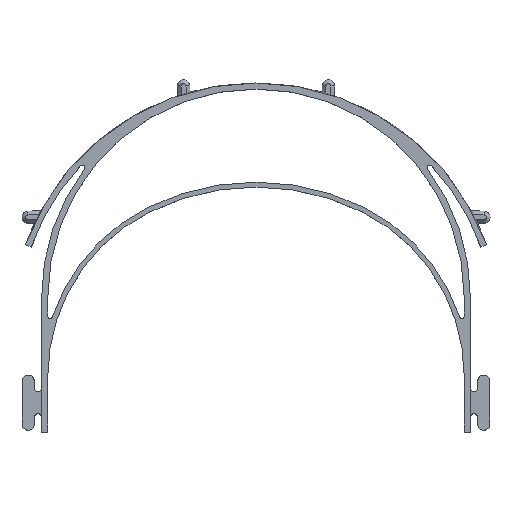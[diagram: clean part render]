
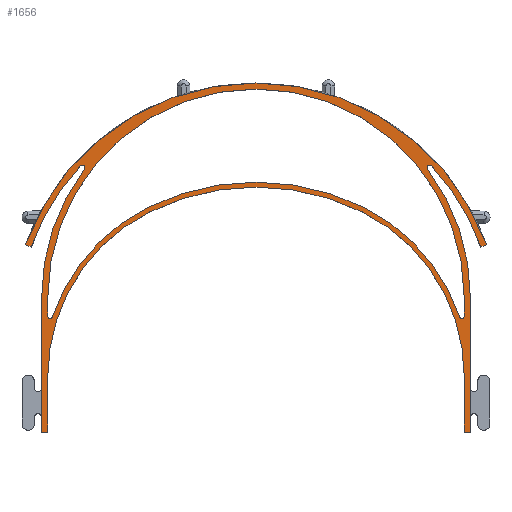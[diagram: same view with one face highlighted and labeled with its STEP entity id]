
A CAD part, top view. The second image highlights one B-rep face of the part: STEP entity #1656.
In plain terms, the highlighted planar face has unit normal (0, 0, 1).
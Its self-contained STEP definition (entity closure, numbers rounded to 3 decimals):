
#30=FACE_BOUND('',#274,.T.);
#180=FACE_OUTER_BOUND('',#273,.T.);
#273=EDGE_LOOP('',(#1487,#1488,#1489,#1490,#1491,#1492,#1493,#1494,#1495,
#1496,#1497,#1498,#1499,#1500,#1501,#1502,#1503,#1504));
#274=EDGE_LOOP('',(#1505,#1506,#1507,#1508,#1509,#1510,#1511,#1512));
#307=CIRCLE('',#1732,1.);
#308=CIRCLE('',#1734,97.5);
#309=CIRCLE('',#1737,100.);
#314=CIRCLE('',#1760,97.5);
#315=CIRCLE('',#1762,1.);
#316=CIRCLE('',#1764,87.5);
#317=CIRCLE('',#1767,1.);
#330=CIRCLE('',#1833,87.5);
#331=CIRCLE('',#1836,77.);
#332=CIRCLE('',#1838,99.5);
#333=CIRCLE('',#1840,77.);
#334=CIRCLE('',#1844,75.);
#335=CIRCLE('',#1846,97.5);
#336=CIRCLE('',#1848,75.);
#337=CIRCLE('',#1852,1.);
#338=CIRCLE('',#1855,85.);
#388=LINE('',#2580,#534);
#399=LINE('',#2640,#545);
#404=LINE('',#2657,#550);
#465=LINE('',#2818,#611);
#470=LINE('',#2834,#616);
#472=LINE('',#2838,#618);
#477=LINE('',#2854,#623);
#479=LINE('',#2857,#625);
#481=LINE('',#2864,#627);
#484=LINE('',#2871,#630);
#534=VECTOR('',#2040,10.);
#545=VECTOR('',#2097,10.);
#550=VECTOR('',#2116,10.);
#611=VECTOR('',#2315,10.);
#616=VECTOR('',#2334,10.);
#618=VECTOR('',#2338,10.);
#623=VECTOR('',#2357,10.);
#625=VECTOR('',#2361,10.);
#627=VECTOR('',#2369,10.);
#630=VECTOR('',#2378,10.);
#709=VERTEX_POINT('',#2569);
#710=VERTEX_POINT('',#2570);
#711=VERTEX_POINT('',#2575);
#712=VERTEX_POINT('',#2579);
#713=VERTEX_POINT('',#2583);
#738=VERTEX_POINT('',#2639);
#739=VERTEX_POINT('',#2643);
#740=VERTEX_POINT('',#2647);
#741=VERTEX_POINT('',#2651);
#742=VERTEX_POINT('',#2655);
#743=VERTEX_POINT('',#2656);
#745=VERTEX_POINT('',#2664);
#746=VERTEX_POINT('',#2665);
#774=VERTEX_POINT('',#2817);
#775=VERTEX_POINT('',#2821);
#776=VERTEX_POINT('',#2825);
#777=VERTEX_POINT('',#2829);
#778=VERTEX_POINT('',#2833);
#779=VERTEX_POINT('',#2837);
#780=VERTEX_POINT('',#2841);
#781=VERTEX_POINT('',#2845);
#782=VERTEX_POINT('',#2849);
#783=VERTEX_POINT('',#2853);
#784=VERTEX_POINT('',#2859);
#785=VERTEX_POINT('',#2863);
#786=VERTEX_POINT('',#2867);
#877=EDGE_CURVE('',#709,#710,#307,.T.);
#880=EDGE_CURVE('',#711,#709,#308,.T.);
#882=EDGE_CURVE('',#712,#711,#388,.T.);
#884=EDGE_CURVE('',#713,#712,#309,.T.);
#914=EDGE_CURVE('',#738,#713,#399,.T.);
#916=EDGE_CURVE('',#739,#738,#314,.T.);
#918=EDGE_CURVE('',#740,#739,#315,.T.);
#920=EDGE_CURVE('',#741,#740,#316,.T.);
#922=EDGE_CURVE('',#742,#743,#404,.T.);
#927=EDGE_CURVE('',#745,#746,#317,.T.);
#1000=EDGE_CURVE('',#710,#742,#330,.T.);
#1001=EDGE_CURVE('',#774,#741,#465,.T.);
#1003=EDGE_CURVE('',#746,#775,#331,.T.);
#1005=EDGE_CURVE('',#775,#776,#332,.T.);
#1007=EDGE_CURVE('',#776,#777,#333,.T.);
#1009=EDGE_CURVE('',#743,#778,#470,.T.);
#1011=EDGE_CURVE('',#778,#779,#472,.T.);
#1013=EDGE_CURVE('',#779,#780,#334,.T.);
#1015=EDGE_CURVE('',#780,#781,#335,.T.);
#1017=EDGE_CURVE('',#781,#782,#336,.T.);
#1019=EDGE_CURVE('',#782,#783,#477,.T.);
#1021=EDGE_CURVE('',#783,#774,#479,.T.);
#1022=EDGE_CURVE('',#777,#784,#337,.T.);
#1024=EDGE_CURVE('',#784,#785,#481,.T.);
#1026=EDGE_CURVE('',#785,#786,#338,.T.);
#1028=EDGE_CURVE('',#786,#745,#484,.T.);
#1487=ORIENTED_EDGE('',*,*,#1001,.T.);
#1488=ORIENTED_EDGE('',*,*,#920,.T.);
#1489=ORIENTED_EDGE('',*,*,#918,.T.);
#1490=ORIENTED_EDGE('',*,*,#916,.T.);
#1491=ORIENTED_EDGE('',*,*,#914,.T.);
#1492=ORIENTED_EDGE('',*,*,#884,.T.);
#1493=ORIENTED_EDGE('',*,*,#882,.T.);
#1494=ORIENTED_EDGE('',*,*,#880,.T.);
#1495=ORIENTED_EDGE('',*,*,#877,.T.);
#1496=ORIENTED_EDGE('',*,*,#1000,.T.);
#1497=ORIENTED_EDGE('',*,*,#922,.T.);
#1498=ORIENTED_EDGE('',*,*,#1009,.T.);
#1499=ORIENTED_EDGE('',*,*,#1011,.T.);
#1500=ORIENTED_EDGE('',*,*,#1013,.T.);
#1501=ORIENTED_EDGE('',*,*,#1015,.T.);
#1502=ORIENTED_EDGE('',*,*,#1017,.T.);
#1503=ORIENTED_EDGE('',*,*,#1019,.T.);
#1504=ORIENTED_EDGE('',*,*,#1021,.T.);
#1505=ORIENTED_EDGE('',*,*,#1022,.T.);
#1506=ORIENTED_EDGE('',*,*,#1024,.T.);
#1507=ORIENTED_EDGE('',*,*,#1026,.T.);
#1508=ORIENTED_EDGE('',*,*,#1028,.T.);
#1509=ORIENTED_EDGE('',*,*,#927,.T.);
#1510=ORIENTED_EDGE('',*,*,#1003,.T.);
#1511=ORIENTED_EDGE('',*,*,#1005,.T.);
#1512=ORIENTED_EDGE('',*,*,#1007,.T.);
#1566=PLANE('',#1857);
#1656=ADVANCED_FACE('',(#180,#30),#1566,.T.);
#1732=AXIS2_PLACEMENT_3D('',#2571,#2029,#2030);
#1734=AXIS2_PLACEMENT_3D('',#2576,#2035,#2036);
#1737=AXIS2_PLACEMENT_3D('',#2584,#2044,#2045);
#1760=AXIS2_PLACEMENT_3D('',#2644,#2101,#2102);
#1762=AXIS2_PLACEMENT_3D('',#2648,#2106,#2107);
#1764=AXIS2_PLACEMENT_3D('',#2652,#2111,#2112);
#1767=AXIS2_PLACEMENT_3D('',#2666,#2123,#2124);
#1833=AXIS2_PLACEMENT_3D('',#2815,#2311,#2312);
#1836=AXIS2_PLACEMENT_3D('',#2822,#2319,#2320);
#1838=AXIS2_PLACEMENT_3D('',#2826,#2324,#2325);
#1840=AXIS2_PLACEMENT_3D('',#2830,#2329,#2330);
#1844=AXIS2_PLACEMENT_3D('',#2842,#2342,#2343);
#1846=AXIS2_PLACEMENT_3D('',#2846,#2347,#2348);
#1848=AXIS2_PLACEMENT_3D('',#2850,#2352,#2353);
#1852=AXIS2_PLACEMENT_3D('',#2860,#2364,#2365);
#1855=AXIS2_PLACEMENT_3D('',#2868,#2373,#2374);
#1857=AXIS2_PLACEMENT_3D('',#2872,#2379,#2380);
#2029=DIRECTION('center_axis',(0.,0.,-1.));
#2030=DIRECTION('ref_axis',(0.801,-0.598,0.));
#2035=DIRECTION('center_axis',(0.,0.,-1.));
#2036=DIRECTION('ref_axis',(-0.928,0.373,0.));
#2040=DIRECTION('',(0.941,-0.339,0.));
#2044=DIRECTION('center_axis',(0.,0.,1.));
#2045=DIRECTION('ref_axis',(0.941,0.339,0.));
#2097=DIRECTION('',(0.941,0.339,0.));
#2101=DIRECTION('center_axis',(0.,0.,-1.));
#2102=DIRECTION('ref_axis',(0.928,0.373,0.));
#2106=DIRECTION('center_axis',(0.,0.,-1.));
#2107=DIRECTION('ref_axis',(0.735,0.678,0.));
#2111=DIRECTION('center_axis',(0.,0.,1.));
#2112=DIRECTION('ref_axis',(1.,0.,0.));
#2116=DIRECTION('',(0.,-1.,0.));
#2123=DIRECTION('center_axis',(0.,0.,-1.));
#2124=DIRECTION('ref_axis',(-0.949,-0.316,0.));
#2311=DIRECTION('center_axis',(0.,0.,1.));
#2312=DIRECTION('ref_axis',(-0.801,0.598,0.));
#2315=DIRECTION('',(0.,1.,0.));
#2319=DIRECTION('center_axis',(0.,0.,1.));
#2320=DIRECTION('ref_axis',(0.949,0.316,0.));
#2324=DIRECTION('center_axis',(0.,0.,1.));
#2325=DIRECTION('ref_axis',(0.444,0.896,0.));
#2329=DIRECTION('center_axis',(0.,0.,1.));
#2330=DIRECTION('ref_axis',(-0.444,0.896,0.));
#2334=DIRECTION('',(1.,0.,0.));
#2338=DIRECTION('',(0.,1.,0.));
#2342=DIRECTION('center_axis',(0.,0.,-1.));
#2343=DIRECTION('ref_axis',(-0.444,0.896,0.));
#2347=DIRECTION('center_axis',(0.,0.,-1.));
#2348=DIRECTION('ref_axis',(0.444,0.896,0.));
#2352=DIRECTION('center_axis',(0.,0.,-1.));
#2353=DIRECTION('ref_axis',(1.,0.,0.));
#2357=DIRECTION('',(0.,-1.,0.));
#2361=DIRECTION('',(1.,0.,0.));
#2364=DIRECTION('center_axis',(0.,0.,-1.));
#2365=DIRECTION('ref_axis',(-1.,0.,0.));
#2369=DIRECTION('',(0.,1.,0.));
#2373=DIRECTION('center_axis',(0.,0.,-1.));
#2374=DIRECTION('ref_axis',(1.,0.,0.));
#2378=DIRECTION('',(0.,-1.,0.));
#2379=DIRECTION('center_axis',(0.,0.,1.));
#2380=DIRECTION('ref_axis',(1.,0.,0.));
#2569=CARTESIAN_POINT('',(-79.433,34.882,1.));
#2570=CARTESIAN_POINT('',(-77.897,33.606,1.));
#2571=CARTESIAN_POINT('Origin',(-78.698,34.204,1.));
#2575=CARTESIAN_POINT('',(-99.514,1.801,1.));
#2576=CARTESIAN_POINT('Origin',(-7.786,-31.246,1.));
#2579=CARTESIAN_POINT('',(-101.866,2.649,1.));
#2580=CARTESIAN_POINT('',(-58.335,-13.034,1.));
#2583=CARTESIAN_POINT('',(86.295,2.649,1.));
#2584=CARTESIAN_POINT('Origin',(-7.786,-31.246,1.));
#2639=CARTESIAN_POINT('',(83.943,1.801,1.));
#2640=CARTESIAN_POINT('',(43.94,-12.611,1.));
#2643=CARTESIAN_POINT('',(63.861,34.882,1.));
#2644=CARTESIAN_POINT('Origin',(-7.786,-31.246,1.));
#2647=CARTESIAN_POINT('',(62.325,33.606,1.));
#2648=CARTESIAN_POINT('Origin',(63.126,34.204,1.));
#2651=CARTESIAN_POINT('',(79.714,-18.746,1.));
#2652=CARTESIAN_POINT('Origin',(-7.786,-18.746,1.));
#2655=CARTESIAN_POINT('',(-95.286,-18.746,1.));
#2656=CARTESIAN_POINT('',(-95.286,-73.746,1.));
#2657=CARTESIAN_POINT('',(-95.286,-37.803,1.));
#2664=CARTESIAN_POINT('',(77.214,-26.433,1.));
#2665=CARTESIAN_POINT('',(75.266,-26.749,1.));
#2666=CARTESIAN_POINT('Origin',(76.214,-26.433,1.));
#2815=CARTESIAN_POINT('Origin',(-7.786,-18.746,1.));
#2817=CARTESIAN_POINT('',(79.714,-73.746,1.));
#2818=CARTESIAN_POINT('',(79.714,-10.303,1.));
#2821=CARTESIAN_POINT('',(36.436,17.887,1.));
#2822=CARTESIAN_POINT('Origin',(2.214,-51.09,1.));
#2825=CARTESIAN_POINT('',(-52.008,17.887,1.));
#2826=CARTESIAN_POINT('Origin',(-7.786,-71.246,1.));
#2829=CARTESIAN_POINT('',(-90.837,-26.749,1.));
#2830=CARTESIAN_POINT('Origin',(-17.786,-51.09,1.));
#2833=CARTESIAN_POINT('',(-92.786,-73.746,1.));
#2834=CARTESIAN_POINT('',(-50.286,-73.746,1.));
#2837=CARTESIAN_POINT('',(-92.786,-51.09,1.));
#2838=CARTESIAN_POINT('',(-92.786,-26.475,1.));
#2841=CARTESIAN_POINT('',(-51.119,16.095,1.));
#2842=CARTESIAN_POINT('Origin',(-17.786,-51.09,1.));
#2845=CARTESIAN_POINT('',(35.548,16.095,1.));
#2846=CARTESIAN_POINT('Origin',(-7.786,-71.246,1.));
#2849=CARTESIAN_POINT('',(77.214,-51.09,1.));
#2850=CARTESIAN_POINT('Origin',(2.214,-51.09,1.));
#2853=CARTESIAN_POINT('',(77.214,-73.746,1.));
#2854=CARTESIAN_POINT('',(77.214,-37.803,1.));
#2857=CARTESIAN_POINT('',(35.964,-73.746,1.));
#2859=CARTESIAN_POINT('',(-92.786,-26.433,1.));
#2860=CARTESIAN_POINT('Origin',(-91.786,-26.433,1.));
#2863=CARTESIAN_POINT('',(-92.786,-18.746,1.));
#2864=CARTESIAN_POINT('',(-92.786,-10.303,1.));
#2867=CARTESIAN_POINT('',(77.214,-18.746,1.));
#2868=CARTESIAN_POINT('Origin',(-7.786,-18.746,1.));
#2871=CARTESIAN_POINT('',(77.214,-14.146,1.));
#2872=CARTESIAN_POINT('Origin',(-7.786,-1.86,1.));
